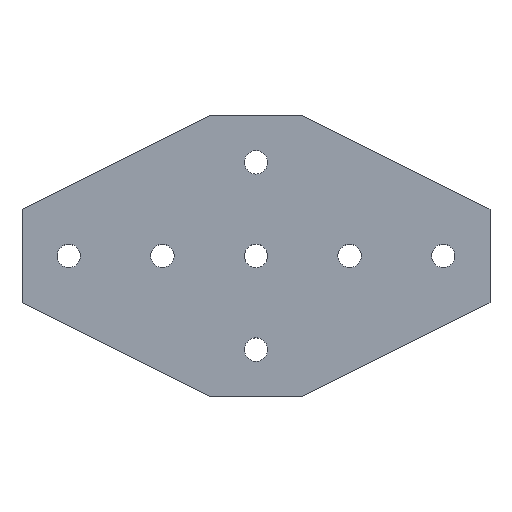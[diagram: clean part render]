
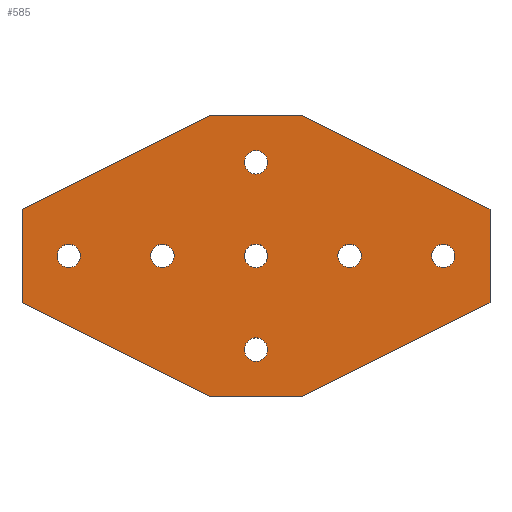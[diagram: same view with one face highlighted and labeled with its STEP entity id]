
A CAD part, top view. The second image highlights one B-rep face of the part: STEP entity #585.
In plain terms, the highlighted planar face has unit normal (0, 0, 1).
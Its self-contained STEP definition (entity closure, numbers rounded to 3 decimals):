
#84=CARTESIAN_POINT('',(-17.5,0.,2.0));
#85=VERTEX_POINT('',#84);
#86=CARTESIAN_POINT('',(-20.0,0.,2.));
#87=DIRECTION('',(0.0,0.0,-1.0));
#88=DIRECTION('',(1.0,0.0,0.0));
#89=AXIS2_PLACEMENT_3D('',#86,#87,#88);
#90=CIRCLE('',#89,2.5);
#91=EDGE_CURVE('',#85,#85,#90,.T.);
#112=CARTESIAN_POINT('',(2.5,20.,2.0));
#113=VERTEX_POINT('',#112);
#114=CARTESIAN_POINT('',(0.,20.,2.));
#115=DIRECTION('',(0.0,0.0,-1.0));
#116=DIRECTION('',(1.0,0.0,0.0));
#117=AXIS2_PLACEMENT_3D('',#114,#115,#116);
#118=CIRCLE('',#117,2.5);
#119=EDGE_CURVE('',#113,#113,#118,.T.);
#140=CARTESIAN_POINT('',(22.5,0.,2.0));
#141=VERTEX_POINT('',#140);
#142=CARTESIAN_POINT('',(20.0,0.,2.));
#143=DIRECTION('',(0.0,0.0,-1.0));
#144=DIRECTION('',(1.0,0.0,0.0));
#145=AXIS2_PLACEMENT_3D('',#142,#143,#144);
#146=CIRCLE('',#145,2.5);
#147=EDGE_CURVE('',#141,#141,#146,.T.);
#168=CARTESIAN_POINT('',(2.5,0.0,2.0));
#169=VERTEX_POINT('',#168);
#170=CARTESIAN_POINT('',(0.0,0.0,2.));
#171=DIRECTION('',(0.0,0.0,-1.0));
#172=DIRECTION('',(1.0,0.0,0.0));
#173=AXIS2_PLACEMENT_3D('',#170,#171,#172);
#174=CIRCLE('',#173,2.5);
#175=EDGE_CURVE('',#169,#169,#174,.T.);
#196=CARTESIAN_POINT('',(42.5,0.,2.0));
#197=VERTEX_POINT('',#196);
#198=CARTESIAN_POINT('',(40.0,0.,2.));
#199=DIRECTION('',(0.0,0.0,-1.0));
#200=DIRECTION('',(1.0,0.0,0.0));
#201=AXIS2_PLACEMENT_3D('',#198,#199,#200);
#202=CIRCLE('',#201,2.5);
#203=EDGE_CURVE('',#197,#197,#202,.T.);
#224=CARTESIAN_POINT('',(2.5,-20.,2.0));
#225=VERTEX_POINT('',#224);
#226=CARTESIAN_POINT('',(0.,-20.,2.));
#227=DIRECTION('',(0.0,0.0,-1.0));
#228=DIRECTION('',(1.0,0.0,0.0));
#229=AXIS2_PLACEMENT_3D('',#226,#227,#228);
#230=CIRCLE('',#229,2.5);
#231=EDGE_CURVE('',#225,#225,#230,.T.);
#252=CARTESIAN_POINT('',(-37.5,0.,2.0));
#253=VERTEX_POINT('',#252);
#254=CARTESIAN_POINT('',(-40.0,0.,2.));
#255=DIRECTION('',(0.0,0.0,-1.0));
#256=DIRECTION('',(1.0,0.0,0.0));
#257=AXIS2_PLACEMENT_3D('',#254,#255,#256);
#258=CIRCLE('',#257,2.5);
#259=EDGE_CURVE('',#253,#253,#258,.T.);
#362=CARTESIAN_POINT('',(-10.0,30.0,2.0));
#363=VERTEX_POINT('',#362);
#370=CARTESIAN_POINT('',(10.,30.0,2.0));
#371=VERTEX_POINT('',#370);
#372=CARTESIAN_POINT('',(10.,30.0,2.0));
#373=DIRECTION('',(-1.0,0.0,0.0));
#374=VECTOR('',#373,20.);
#375=LINE('',#372,#374);
#376=EDGE_CURVE('',#371,#363,#375,.T.);
#394=CARTESIAN_POINT('',(50.,10.0,2.0));
#395=VERTEX_POINT('',#394);
#396=CARTESIAN_POINT('',(50.,10.0,2.0));
#397=DIRECTION('',(-0.894,0.447,0.0));
#398=VECTOR('',#397,44.721);
#399=LINE('',#396,#398);
#400=EDGE_CURVE('',#395,#371,#399,.T.);
#418=CARTESIAN_POINT('',(50.,-10.0,2.0));
#419=VERTEX_POINT('',#418);
#420=CARTESIAN_POINT('',(50.,-10.0,2.0));
#421=DIRECTION('',(0.0,1.0,0.0));
#422=VECTOR('',#421,20.0);
#423=LINE('',#420,#422);
#424=EDGE_CURVE('',#419,#395,#423,.T.);
#442=CARTESIAN_POINT('',(10.0,-30.0,2.0));
#443=VERTEX_POINT('',#442);
#444=CARTESIAN_POINT('',(10.,-30.0,2.0));
#445=DIRECTION('',(0.894,0.447,0.0));
#446=VECTOR('',#445,44.721);
#447=LINE('',#444,#446);
#448=EDGE_CURVE('',#443,#419,#447,.T.);
#466=CARTESIAN_POINT('',(-10.0,-30.,2.0));
#467=VERTEX_POINT('',#466);
#468=CARTESIAN_POINT('',(-10.,-30.,2.0));
#469=DIRECTION('',(1.0,0.0,0.0));
#470=VECTOR('',#469,20.0);
#471=LINE('',#468,#470);
#472=EDGE_CURVE('',#467,#443,#471,.T.);
#490=CARTESIAN_POINT('',(-50.,-10.,2.0));
#491=VERTEX_POINT('',#490);
#492=CARTESIAN_POINT('',(-50.,-10.,2.0));
#493=DIRECTION('',(0.894,-0.447,0.0));
#494=VECTOR('',#493,44.721);
#495=LINE('',#492,#494);
#496=EDGE_CURVE('',#491,#467,#495,.T.);
#514=CARTESIAN_POINT('',(-50.,10.,2.0));
#515=VERTEX_POINT('',#514);
#516=CARTESIAN_POINT('',(-50.,10.,2.0));
#517=DIRECTION('',(0.0,-1.0,0.0));
#518=VECTOR('',#517,20.);
#519=LINE('',#516,#518);
#520=EDGE_CURVE('',#515,#491,#519,.T.);
#538=CARTESIAN_POINT('',(-10.,30.0,2.0));
#539=DIRECTION('',(-0.894,-0.447,0.0));
#540=VECTOR('',#539,44.721);
#541=LINE('',#538,#540);
#542=EDGE_CURVE('',#363,#515,#541,.T.);
#549=CARTESIAN_POINT('',(0.,0.,2.0));
#550=DIRECTION('',(0.0,0.0,1.0));
#551=DIRECTION('',(1.0,0.0,0.0));
#552=AXIS2_PLACEMENT_3D('',#549,#550,#551);
#553=PLANE('',#552);
#554=ORIENTED_EDGE('',*,*,#542,.T.);
#555=ORIENTED_EDGE('',*,*,#520,.T.);
#556=ORIENTED_EDGE('',*,*,#496,.T.);
#557=ORIENTED_EDGE('',*,*,#472,.T.);
#558=ORIENTED_EDGE('',*,*,#448,.T.);
#559=ORIENTED_EDGE('',*,*,#424,.T.);
#560=ORIENTED_EDGE('',*,*,#400,.T.);
#561=ORIENTED_EDGE('',*,*,#376,.T.);
#562=EDGE_LOOP('',(#554,#555,#556,#557,#558,#559,#560,#561));
#563=FACE_OUTER_BOUND('',#562,.T.);
#564=ORIENTED_EDGE('',*,*,#91,.T.);
#565=EDGE_LOOP('',(#564));
#566=FACE_BOUND('',#565,.T.);
#567=ORIENTED_EDGE('',*,*,#119,.T.);
#568=EDGE_LOOP('',(#567));
#569=FACE_BOUND('',#568,.T.);
#570=ORIENTED_EDGE('',*,*,#147,.T.);
#571=EDGE_LOOP('',(#570));
#572=FACE_BOUND('',#571,.T.);
#573=ORIENTED_EDGE('',*,*,#175,.T.);
#574=EDGE_LOOP('',(#573));
#575=FACE_BOUND('',#574,.T.);
#576=ORIENTED_EDGE('',*,*,#203,.T.);
#577=EDGE_LOOP('',(#576));
#578=FACE_BOUND('',#577,.T.);
#579=ORIENTED_EDGE('',*,*,#231,.T.);
#580=EDGE_LOOP('',(#579));
#581=FACE_BOUND('',#580,.T.);
#582=ORIENTED_EDGE('',*,*,#259,.T.);
#583=EDGE_LOOP('',(#582));
#584=FACE_BOUND('',#583,.T.);
#585=ADVANCED_FACE('',(#563,#566,#569,#572,#575,#578,#581,#584),#553,.T.);
